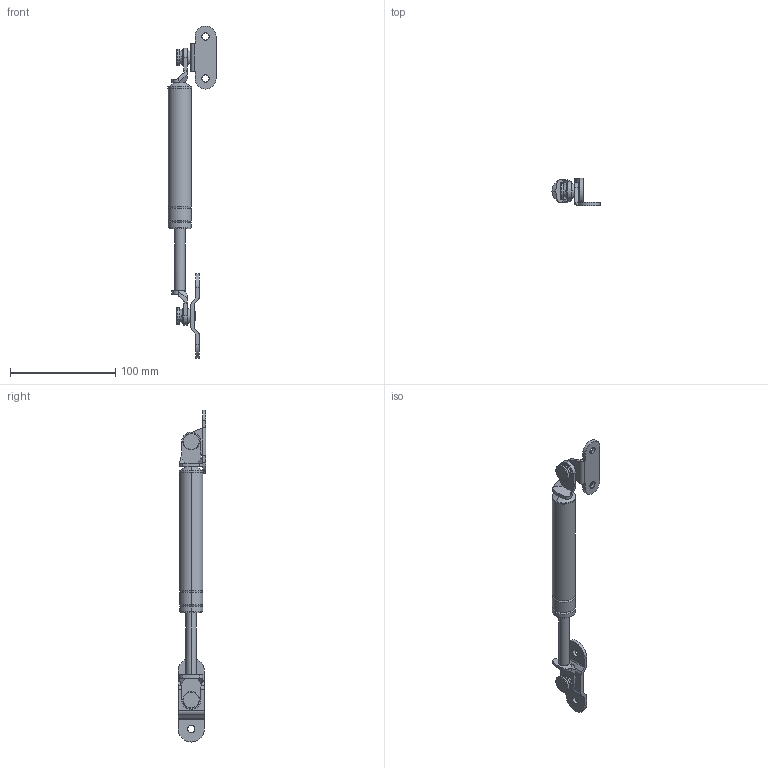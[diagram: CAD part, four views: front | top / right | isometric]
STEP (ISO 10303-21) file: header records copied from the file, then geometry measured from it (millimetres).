
FILE_DESCRIPTION( (''), '2;1');
FILE_NAME ('PC50.4488.TM_362_50_20_1319.stp','2020-10-16T15:16:16',(''),(''),'spGate 16.7.1','','');
FILE_SCHEMA (('AUTOMOTIVE_DESIGN'));
Length unit declared in the file: millimetre
Products named in the file (7): Assembly; ブッシュ; ブラケット(A); ブラケット(B); ボルト; 本体; 本体_div
Assembly tree (8 placements, depth 2):
  Assembly
    ブッシュ  x2
    ブラケット(A)
    ブラケット(B)
    ボルト  x2
    本体
    本体_div
Bounding box: 45.75 x 26.5 x 316 mm (x, y, z)
Volume: 75315.9 mm3; surface area: 27882.2 mm2
Topology: 8 solids, 8 shells, 225 faces, 551 edges, 352 vertices
Faces by surface type: plane 113, cylinder 84, bspline 28
Entity records: 9196 total; most frequent: CARTESIAN_POINT 1434, DIRECTION 873, ORIENTED_EDGE 862, COLOUR_RGB 610, PRESENTATION_STYLE_ASSIGNMENT 610, STYLED_ITEM 610, EDGE_CURVE 431, DRAUGHTING_PRE_DEFINED_CURVE_FONT 431
